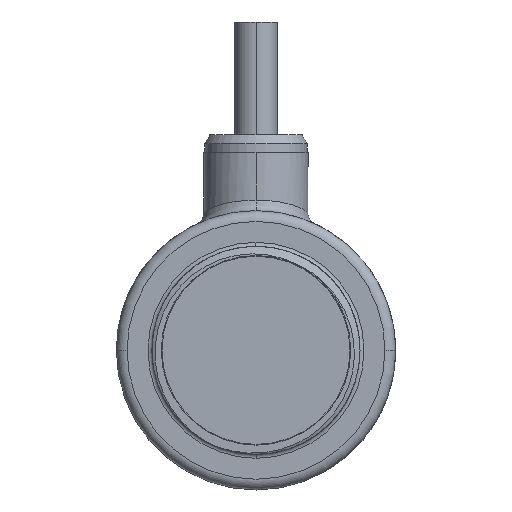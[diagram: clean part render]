
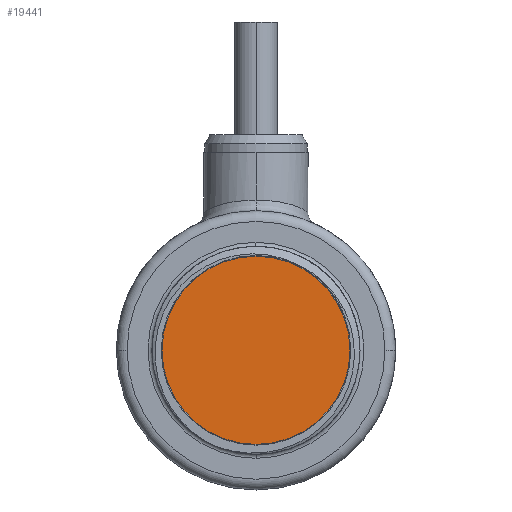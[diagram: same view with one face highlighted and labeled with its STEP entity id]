
A CAD part, front view. The second image highlights one B-rep face of the part: STEP entity #19441.
In plain terms, the highlighted planar face has unit normal (0, -1, 0).
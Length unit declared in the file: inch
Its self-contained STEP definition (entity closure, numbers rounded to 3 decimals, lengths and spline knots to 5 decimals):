
#8040=CARTESIAN_POINT('',(0.,-1.34517,0.));
#8041=DIRECTION('',(0.,-1.,0.));
#8042=DIRECTION('',(0.,0.,-1.));
#8043=AXIS2_PLACEMENT_3D('',#8040,#8041,#8042);
#8054=CARTESIAN_POINT('',(0.,-1.34517,0.));
#8055=DIRECTION('',(0.,1.,0.));
#8056=DIRECTION('',(0.,0.,-1.));
#8057=AXIS2_PLACEMENT_3D('',#8054,#8055,#8056);
#10080=CARTESIAN_POINT('',(0.,-1.34517,-0.53346));
#10081=CARTESIAN_POINT('',(0.,-1.34517,0.53346));
#10082=VERTEX_POINT('',#10080);
#10083=VERTEX_POINT('',#10081);
#19432=CARTESIAN_POINT('',(0.,-1.34517,0.));
#19433=DIRECTION('',(0.,-1.,0.));
#19434=DIRECTION('',(0.,0.,1.));
#19435=AXIS2_PLACEMENT_3D('',#19432,#19433,#19434);
#19436=PLANE('',#19435);
#19437=ORIENTED_EDGE('',*,*,#19412,.F.);
#19438=ORIENTED_EDGE('',*,*,#19426,.T.);
#19439=EDGE_LOOP('',(#19437,#19438));
#19440=FACE_OUTER_BOUND('',#19439,.F.);
#19441=ADVANCED_FACE('',(#19440),#19436,.T.);
#8044=CIRCLE('',#8043,0.53346);
#8058=CIRCLE('',#8057,0.53346);
#19412=EDGE_CURVE('',#10082,#10083,#8044,.T.);
#19426=EDGE_CURVE('',#10082,#10083,#8058,.T.);
